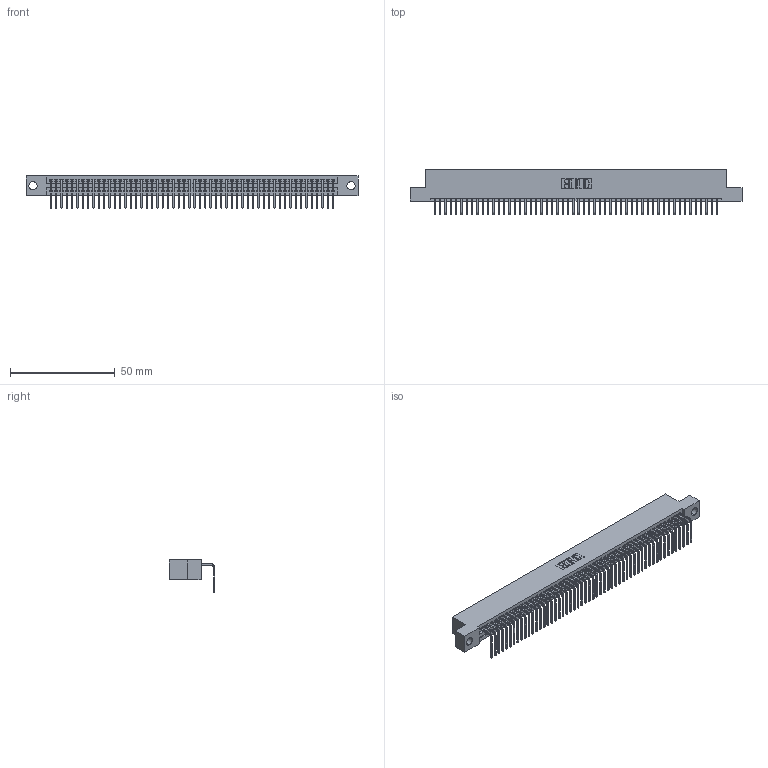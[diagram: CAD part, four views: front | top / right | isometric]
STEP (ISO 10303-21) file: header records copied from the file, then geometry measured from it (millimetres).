
FILE_DESCRIPTION (( 'STEP AP203' ), '1' );
FILE_NAME ('395-054-558-104.STEP', '2018-11-21T21:14:24', ( '' ), ( '' ), 'SwSTEP 2.0', 'SolidWorks 2016', '' );
FILE_SCHEMA (( 'CONFIG_CONTROL_DESIGN' ));
Length unit declared in the file: inch
Products named in the file (3): 395-054-558-104; 345-292-001_558 Tail - 2; 345 Part_Flush Mounting Lugs - 0.156 Dia-TH
Assembly tree (55 placements, depth 2):
  395-054-558-104
    345 Part_Flush Mounting Lugs - 0.156 Dia-TH
    345-292-001_558 Tail - 2  x54
Bounding box: 158.37 x 21.83 x 15.37 mm (x, y, z)
Volume: 15232.4 mm3; surface area: 21271.5 mm2
Topology: 55 solids, 55 shells, 3366 faces, 10169 edges, 6706 vertices
Faces by surface type: plane 2348, cylinder 1018
Entity records: 39113 total; most frequent: CARTESIAN_POINT 6782, ORIENTED_EDGE 6770, DIRECTION 5905, EDGE_CURVE 3385, VECTOR 3037, LINE 3037, VERTEX_POINT 2254, AXIS2_PLACEMENT_3D 1434
